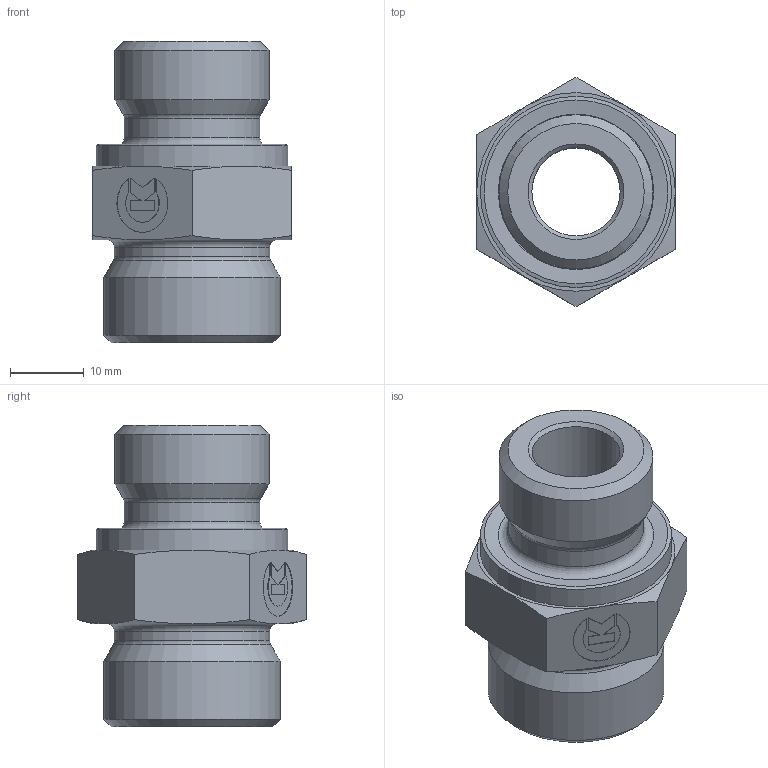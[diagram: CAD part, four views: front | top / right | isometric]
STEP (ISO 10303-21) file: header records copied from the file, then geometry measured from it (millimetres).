
FILE_DESCRIPTION((''),'2;1');
FILE_NAME('078164824.stp','2014-08-07T13:10:18',(''),('KNOMI spol. s r. o.'),'Autodesk Inventor 2012','Autodesk Inventor 2012','');
FILE_SCHEMA(('AUTOMOTIVE_DESIGN { 1 2 10303 214 0 1 1 1 }'));
Length unit declared in the file: millimetre
Products named in the file (1): PHBR3 16SR  G1/2/M24x1,5
Bounding box: 27 x 31.18 x 41 mm (x, y, z)
Volume: 12605.8 mm3; surface area: 5791.5 mm2
Topology: 1 solids, 1 shells, 76 faces, 180 edges, 113 vertices
Faces by surface type: plane 41, cone 20, cylinder 11, torus 4
Full cylindrical faces by diameter (mm): 12 x1, 16 x1, 18.4 x1, 20.955 x1, 21.1 x1, 24 x1, 26 x1
Entity records: 2018 total; most frequent: CARTESIAN_POINT 387, DIRECTION 328, ORIENTED_EDGE 310, EDGE_CURVE 155, AXIS2_PLACEMENT_3D 120, VERTEX_POINT 107, EDGE_LOOP 104, VECTOR 88
